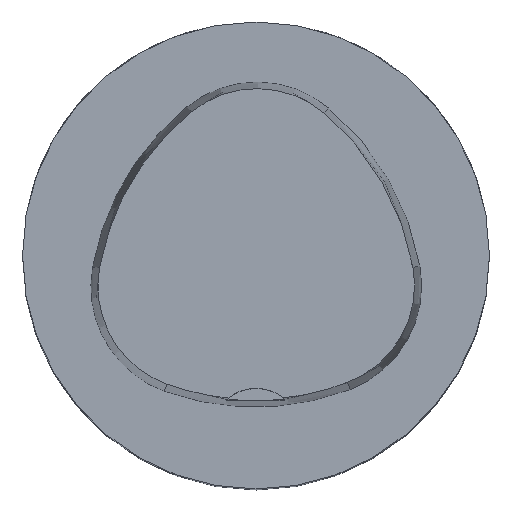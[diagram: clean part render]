
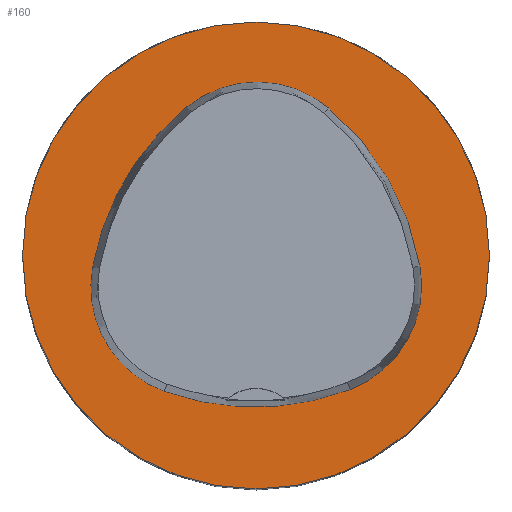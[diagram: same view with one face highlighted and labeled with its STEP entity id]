
A CAD part, top view. The second image highlights one B-rep face of the part: STEP entity #160.
In plain terms, the highlighted planar face has unit normal (0, 0, 1).
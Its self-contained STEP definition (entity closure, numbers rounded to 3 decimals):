
#105=PLANE('',#535);
#160=ADVANCED_FACE('',(#209,#210),#105,.T.);
#182=CIRCLE('',#506,31.5);
#184=CIRCLE('',#513,36.0);
#186=CIRCLE('',#516,15.0);
#188=CIRCLE('',#519,36.0);
#190=CIRCLE('',#522,15.0);
#194=CIRCLE('',#527,36.0);
#196=CIRCLE('',#530,15.0);
#209=FACE_BOUND('',#230,.T.);
#210=FACE_BOUND('',#231,.T.);
#230=EDGE_LOOP('',(#315,#316,#317,#318,#319,#320));
#231=EDGE_LOOP('',(#321));
#315=ORIENTED_EDGE('',*,*,#442,.T.);
#316=ORIENTED_EDGE('',*,*,#422,.T.);
#317=ORIENTED_EDGE('',*,*,#426,.T.);
#318=ORIENTED_EDGE('',*,*,#429,.T.);
#319=ORIENTED_EDGE('',*,*,#432,.T.);
#320=ORIENTED_EDGE('',*,*,#440,.T.);
#321=ORIENTED_EDGE('',*,*,#412,.F.);
#375=VERTEX_POINT('',#712);
#385=VERTEX_POINT('',#733);
#386=VERTEX_POINT('',#734);
#389=VERTEX_POINT('',#742);
#391=VERTEX_POINT('',#748);
#393=VERTEX_POINT('',#754);
#400=VERTEX_POINT('',#775);
#412=EDGE_CURVE('',#375,#375,#182,.T.);
#422=EDGE_CURVE('',#385,#386,#184,.T.);
#426=EDGE_CURVE('',#386,#389,#186,.T.);
#429=EDGE_CURVE('',#389,#391,#188,.T.);
#432=EDGE_CURVE('',#391,#393,#190,.T.);
#440=EDGE_CURVE('',#393,#400,#194,.T.);
#442=EDGE_CURVE('',#400,#385,#196,.T.);
#506=AXIS2_PLACEMENT_3D('',#711,#572,#573);
#513=AXIS2_PLACEMENT_3D('',#732,#590,#591);
#516=AXIS2_PLACEMENT_3D('',#741,#598,#599);
#519=AXIS2_PLACEMENT_3D('',#747,#605,#606);
#522=AXIS2_PLACEMENT_3D('',#753,#612,#613);
#527=AXIS2_PLACEMENT_3D('',#776,#624,#625);
#530=AXIS2_PLACEMENT_3D('',#779,#630,#631);
#535=AXIS2_PLACEMENT_3D('',#784,#640,#641);
#572=DIRECTION('',(0.0,0.0,-1.0));
#573=DIRECTION('',(-1.0,0.0,0.0));
#590=DIRECTION('',(0.0,0.0,-1.0));
#591=DIRECTION('',(-1.0,0.0,0.0));
#598=DIRECTION('',(0.0,0.0,-1.0));
#599=DIRECTION('',(-1.0,0.0,0.0));
#605=DIRECTION('',(0.0,0.0,-1.0));
#606=DIRECTION('',(-1.0,0.0,0.0));
#612=DIRECTION('',(0.0,0.0,-1.0));
#613=DIRECTION('',(-1.0,0.0,0.0));
#624=DIRECTION('',(0.0,0.0,-1.0));
#625=DIRECTION('',(-1.0,0.0,0.0));
#630=DIRECTION('',(0.0,0.0,-1.0));
#631=DIRECTION('',(-1.0,0.0,0.0));
#640=DIRECTION('',(0.0,0.0,1.0));
#641=DIRECTION('',(1.0,0.0,0.0));
#711=CARTESIAN_POINT('',(0.0,0.0,0.0));
#712=CARTESIAN_POINT('',(-31.5,0.0,0.0));
#732=CARTESIAN_POINT('',(13.398,-7.893,0.0));
#733=CARTESIAN_POINT('',(-22.041,-1.562,0.0));
#734=CARTESIAN_POINT('',(-9.317,20.036,0.0));
#741=CARTESIAN_POINT('',(0.148,8.399,0.0));
#742=CARTESIAN_POINT('',(9.779,19.898,0.0));
#747=CARTESIAN_POINT('',(-13.337,-7.7,0.0));
#748=CARTESIAN_POINT('',(22.122,-1.48,0.0));
#753=CARTESIAN_POINT('',(7.347,-4.071,0.0));
#754=CARTESIAN_POINT('',(12.693,-18.087,0.0));
#775=CARTESIAN_POINT('',(-12.373,-18.307,0.0));
#776=CARTESIAN_POINT('',(-0.137,15.55,0.0));
#779=CARTESIAN_POINT('',(-7.275,-4.2,0.0));
#784=CARTESIAN_POINT('',(0.0,0.0,0.0));
